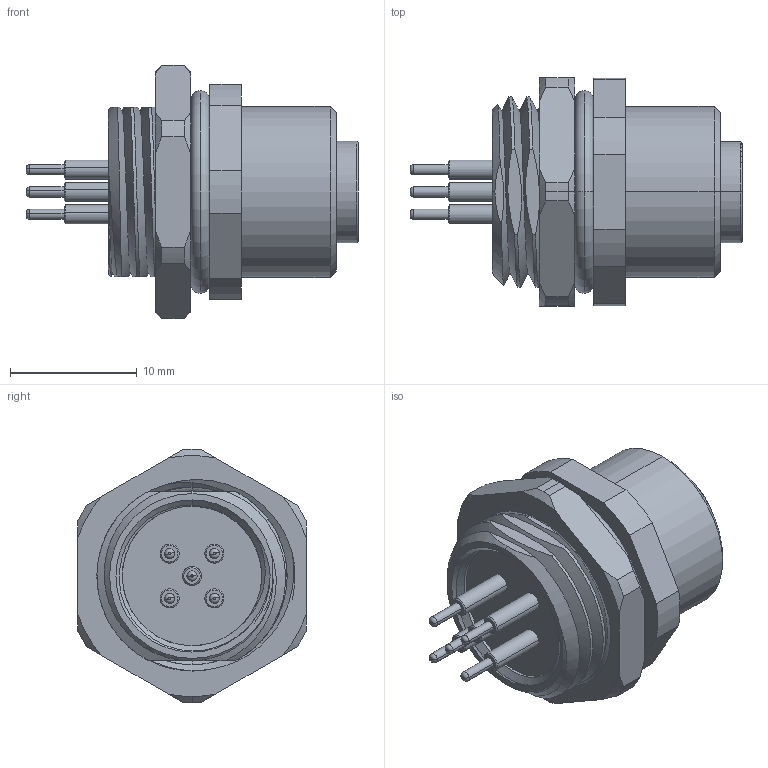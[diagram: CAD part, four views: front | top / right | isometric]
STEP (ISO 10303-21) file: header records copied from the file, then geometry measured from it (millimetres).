
FILE_DESCRIPTION (( 'STEP AP203' ), '1' );
FILE_NAME ('54-00203.STEP', '2020-10-15T17:09:32', ( '' ), ( '' ), 'SwSTEP 2.0', 'SolidWorks 2015', '' );
FILE_SCHEMA (( 'CONFIG_CONTROL_DESIGN' ));
Length unit declared in the file: millimetre
Products named in the file (7): 54-00203-03___; 54-00203-04___; 54-00203-02___; 54-00203-05___; 54-00203-06___; 54-00203; 54-00203-01___
Assembly tree (10 placements, depth 2):
  54-00203
    54-00203-01___
    54-00203-02___
    54-00203-03___  x5
    54-00203-06___
    54-00203-05___
    54-00203-04___
Bounding box: 26.2 x 18 x 20 mm (x, y, z)
Volume: 2730.3 mm3; surface area: 5670.1 mm2
Topology: 10 solids, 10 shells, 373 faces, 940 edges, 598 vertices
Faces by surface type: cylinder 157, plane 113, cone 53, torus 41, bspline 9
Entity records: 12079 total; most frequent: CARTESIAN_POINT 5466, ORIENTED_EDGE 1284, DIRECTION 1164, EDGE_CURVE 642, AXIS2_PLACEMENT_3D 465, VERTEX_POINT 418, EDGE_LOOP 274, ADVANCED_FACE 245
